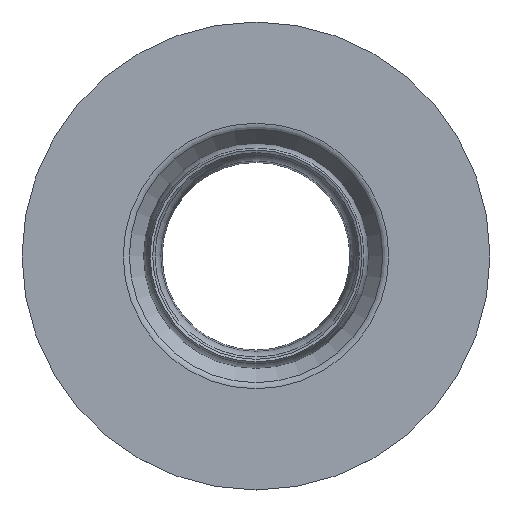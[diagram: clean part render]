
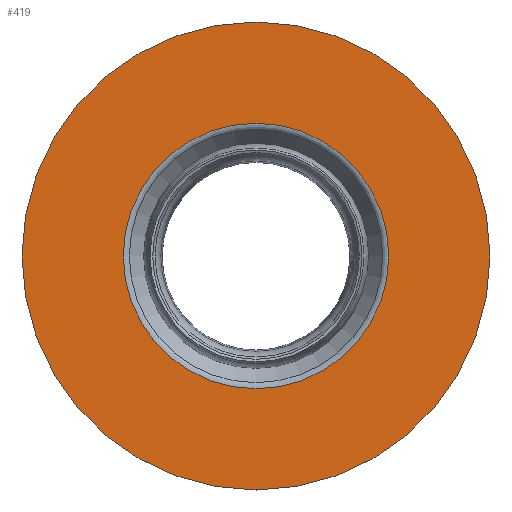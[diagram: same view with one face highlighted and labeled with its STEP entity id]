
A CAD part, top view. The second image highlights one B-rep face of the part: STEP entity #419.
In plain terms, the highlighted planar face has unit normal (0, 0, 1).
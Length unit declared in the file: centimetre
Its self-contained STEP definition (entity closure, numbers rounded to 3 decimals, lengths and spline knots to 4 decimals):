
#27=FACE_BOUND('',#100,.T.);
#29=PLANE('',#458);
#73=FACE_OUTER_BOUND('',#99,.T.);
#99=EDGE_LOOP('',(#300));
#100=EDGE_LOOP('',(#301));
#130=CIRCLE('',#456,69.4943);
#132=CIRCLE('',#459,122.5);
#179=VERTEX_POINT('',#717);
#180=VERTEX_POINT('',#721);
#223=EDGE_CURVE('',#179,#179,#130,.T.);
#225=EDGE_CURVE('',#180,#180,#132,.T.);
#300=ORIENTED_EDGE('',*,*,#225,.F.);
#301=ORIENTED_EDGE('',*,*,#223,.T.);
#419=ADVANCED_FACE('',(#73,#27),#29,.T.);
#456=AXIS2_PLACEMENT_3D('',#718,#552,#553);
#458=AXIS2_PLACEMENT_3D('',#720,#556,#557);
#459=AXIS2_PLACEMENT_3D('',#722,#558,#559);
#552=DIRECTION('center_axis',(0.,0.,
-1.));
#553=DIRECTION('ref_axis',(1.,0.,0.));
#556=DIRECTION('center_axis',(0.,0.,
1.));
#557=DIRECTION('ref_axis',(0.,-1.,0.));
#558=DIRECTION('center_axis',(0.,0.,
-1.));
#559=DIRECTION('ref_axis',(1.,0.,0.));
#717=CARTESIAN_POINT('',(0.,-69.4943,71.));
#718=CARTESIAN_POINT('Origin',(0.,0.,
71.));
#720=CARTESIAN_POINT('Origin',(122.5,0.,71.));
#721=CARTESIAN_POINT('',(-122.5,0.,71.));
#722=CARTESIAN_POINT('Origin',(0.,0.,
71.));
